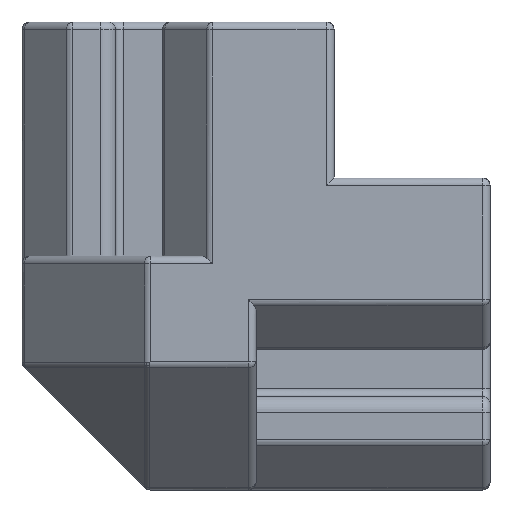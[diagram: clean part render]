
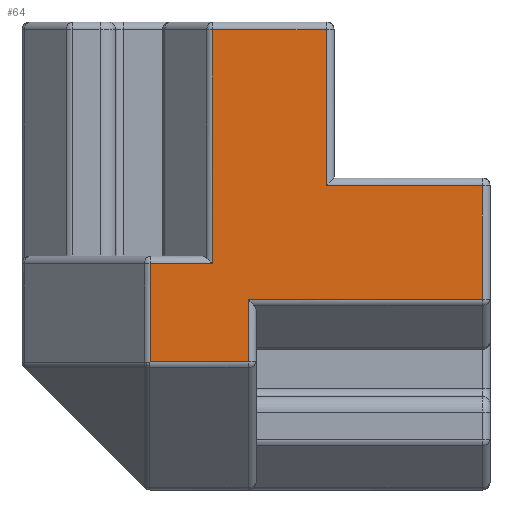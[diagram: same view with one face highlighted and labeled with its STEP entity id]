
A CAD part, left-side view. The second image highlights one B-rep face of the part: STEP entity #64.
In plain terms, the highlighted planar face has unit normal (-1, 0, 0).
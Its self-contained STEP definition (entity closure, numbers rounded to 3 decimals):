
#64=ADVANCED_FACE('',(#454),#456,.T.);
#454=FACE_BOUND('',#455,.T.);
#455=EDGE_LOOP('',(#4266,#4267,#4268,#4269,#4270,#4271,#4272,#4273,#4274,#4275));
#456=PLANE('',#457);
#457=AXIS2_PLACEMENT_3D('',#458,#459,#460);
#458=CARTESIAN_POINT('',(-10.,10.,0.));
#459=DIRECTION('',(-1.,0.,0.));
#460=DIRECTION('',(0.,-1.,0.));
#4266=ORIENTED_EDGE('',*,*,#5595,.T.);
#4267=ORIENTED_EDGE('',*,*,#5596,.F.);
#4268=ORIENTED_EDGE('',*,*,#5597,.T.);
#4269=ORIENTED_EDGE('',*,*,#5598,.T.);
#4270=ORIENTED_EDGE('',*,*,#5599,.T.);
#4271=ORIENTED_EDGE('',*,*,#5600,.F.);
#4272=ORIENTED_EDGE('',*,*,#5601,.F.);
#4273=ORIENTED_EDGE('',*,*,#5602,.T.);
#4274=ORIENTED_EDGE('',*,*,#5603,.F.);
#4275=ORIENTED_EDGE('',*,*,#5604,.F.);
#5595=EDGE_CURVE('',#6358,#6359,#6360,.T.);
#5596=EDGE_CURVE('',#6361,#6359,#6362,.T.);
#5597=EDGE_CURVE('',#6361,#6363,#6364,.T.);
#5598=EDGE_CURVE('',#6363,#6365,#6366,.T.);
#5599=EDGE_CURVE('',#6365,#6367,#6368,.T.);
#5600=EDGE_CURVE('',#6369,#6367,#6370,.T.);
#5601=EDGE_CURVE('',#6371,#6369,#6372,.T.);
#5602=EDGE_CURVE('',#6371,#6373,#6374,.T.);
#5603=EDGE_CURVE('',#6375,#6373,#6376,.T.);
#5604=EDGE_CURVE('',#6358,#6375,#6377,.T.);
#6358=VERTEX_POINT('',#7701);
#6359=VERTEX_POINT('',#7702);
#6360=LINE('',#7703,#7704);
#6361=VERTEX_POINT('',#7706);
#6362=LINE('',#7707,#7708);
#6363=VERTEX_POINT('',#7710);
#6364=LINE('',#7711,#7712);
#6365=VERTEX_POINT('',#7714);
#6366=LINE('',#7715,#7716);
#6367=VERTEX_POINT('',#7718);
#6368=LINE('',#7719,#7720);
#6369=VERTEX_POINT('',#7722);
#6370=LINE('',#7723,#7724);
#6371=VERTEX_POINT('',#7726);
#6372=LINE('',#7727,#7728);
#6373=VERTEX_POINT('',#7730);
#6374=LINE('',#7731,#7732);
#6375=VERTEX_POINT('',#7734);
#6376=LINE('',#7735,#7736);
#6377=LINE('',#7738,#7739);
#7701=CARTESIAN_POINT('',(-10.,-2.207,14.5));
#7702=CARTESIAN_POINT('',(-10.,1.793,14.5));
#7703=CARTESIAN_POINT('',(-10.,-2.207,14.5));
#7704=VECTOR('',#7705,1.);
#7705=DIRECTION('',(0.,1.,0.));
#7706=CARTESIAN_POINT('',(-10.,1.793,8.207));
#7707=CARTESIAN_POINT('',(-10.,1.793,8.207));
#7708=VECTOR('',#7709,1.);
#7709=DIRECTION('',(0.,0.,1.));
#7710=CARTESIAN_POINT('',(-10.,-4.5,8.207));
#7711=CARTESIAN_POINT('',(-10.,1.793,8.207));
#7712=VECTOR('',#7713,1.);
#7713=DIRECTION('',(0.,-1.,0.));
#7714=CARTESIAN_POINT('',(-10.,-4.5,12.207));
#7715=CARTESIAN_POINT('',(-10.,-4.5,8.207));
#7716=VECTOR('',#7717,1.);
#7717=DIRECTION('',(0.,0.,1.));
#7718=CARTESIAN_POINT('',(-10.,-19.5,12.207));
#7719=CARTESIAN_POINT('',(-10.,-4.5,12.207));
#7720=VECTOR('',#7721,1.);
#7721=DIRECTION('',(0.,-1.,0.));
#7722=CARTESIAN_POINT('',(-10.,-19.5,19.5));
#7723=CARTESIAN_POINT('',(-10.,-19.5,19.5));
#7724=VECTOR('',#7725,1.);
#7725=DIRECTION('',(0.,0.,-1.));
#7726=CARTESIAN_POINT('',(-10.,-9.5,19.5));
#7727=CARTESIAN_POINT('',(-10.,-9.5,19.5));
#7728=VECTOR('',#7729,1.);
#7729=DIRECTION('',(0.,-1.,0.));
#7730=CARTESIAN_POINT('',(-10.,-9.5,29.5));
#7731=CARTESIAN_POINT('',(-10.,-9.5,19.5));
#7732=VECTOR('',#7733,1.);
#7733=DIRECTION('',(0.,0.,1.));
#7734=CARTESIAN_POINT('',(-10.,-2.207,29.5));
#7735=CARTESIAN_POINT('',(-10.,-2.207,29.5));
#7736=VECTOR('',#7737,1.);
#7737=DIRECTION('',(0.,-1.,0.));
#7738=CARTESIAN_POINT('',(-10.,-2.207,14.5));
#7739=VECTOR('',#7740,1.);
#7740=DIRECTION('',(0.,0.,1.));
